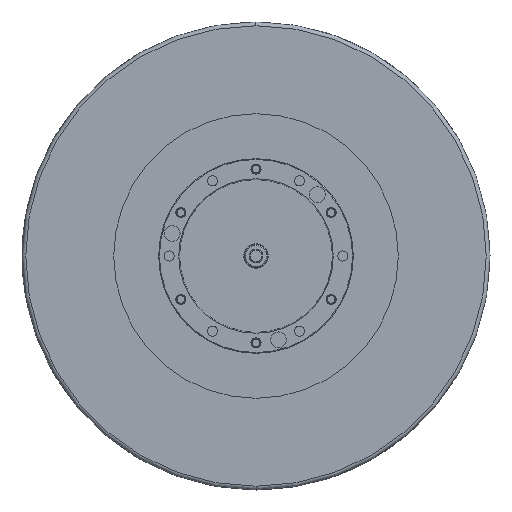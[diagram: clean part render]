
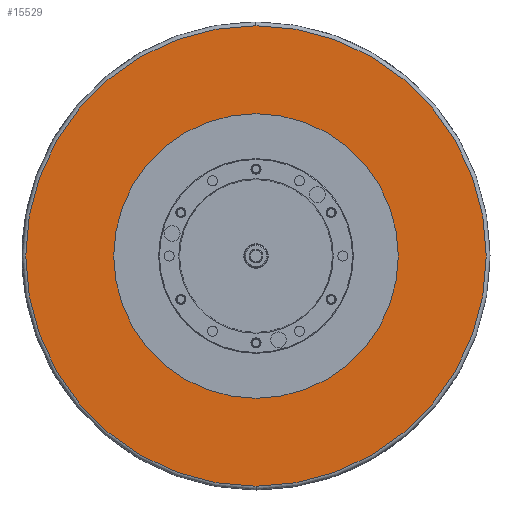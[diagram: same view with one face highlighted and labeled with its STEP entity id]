
A CAD part, left-side view. The second image highlights one B-rep face of the part: STEP entity #15529.
In plain terms, the highlighted planar face has unit normal (-1, 0, 0).
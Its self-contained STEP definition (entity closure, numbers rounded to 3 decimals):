
#1394 = CARTESIAN_POINT ( 'NONE',  ( -182., 0., 615. ) ) ;
#1804 = DIRECTION ( 'NONE',  ( 0., 0., -1. ) ) ;
#1849 = ORIENTED_EDGE ( 'NONE', *, *, #5319, .F. ) ;
#1866 = DIRECTION ( 'NONE',  ( 1., 0., 0. ) ) ;
#1873 = CARTESIAN_POINT ( 'NONE',  ( -182., 0., 0. ) ) ;
#5319 = EDGE_CURVE ( 'NONE', #17038, #16034, #9999, .T. ) ;
#5353 = CIRCLE ( 'NONE', #17345, 615. ) ;
#6474 = CARTESIAN_POINT ( 'NONE',  ( -182., 0., 0. ) ) ;
#6918 = ORIENTED_EDGE ( 'NONE', *, *, #23222, .T. ) ;
#8324 = CARTESIAN_POINT ( 'NONE',  ( -182., 0., 0. ) ) ;
#8900 = DIRECTION ( 'NONE',  ( 0., 0., -1. ) ) ;
#9999 = CIRCLE ( 'NONE', #14806, 615. ) ;
#10057 = AXIS2_PLACEMENT_3D ( 'NONE', #21179, #20522, #19963 ) ;
#10750 = DIRECTION ( 'NONE',  ( 0., 0., -1. ) ) ;
#13422 = EDGE_CURVE ( 'NONE', #21656, #19606, #13531, .T. ) ;
#13531 = CIRCLE ( 'NONE', #26702, 380. ) ;
#14806 = AXIS2_PLACEMENT_3D ( 'NONE', #1873, #1866, #1804 ) ;
#15293 = ORIENTED_EDGE ( 'NONE', *, *, #30199, .F. ) ;
#15529 = ADVANCED_FACE ( 'NONE', ( #15545, #26831 ), #21184, .T. ) ;
#15545 = FACE_BOUND ( 'NONE', #17278, .T. ) ;
#15834 = CARTESIAN_POINT ( 'NONE',  ( -182., 0., -615. ) ) ;
#16034 = VERTEX_POINT ( 'NONE', #1394 ) ;
#17038 = VERTEX_POINT ( 'NONE', #15834 ) ;
#17278 = EDGE_LOOP ( 'NONE', ( #25094, #6918 ) ) ;
#17345 = AXIS2_PLACEMENT_3D ( 'NONE', #6474, #23281, #8900 ) ;
#19178 = AXIS2_PLACEMENT_3D ( 'NONE', #8324, #25133, #10750 ) ;
#19606 = VERTEX_POINT ( 'NONE', #26164 ) ;
#19963 = DIRECTION ( 'NONE',  ( 0., 0., 1. ) ) ;
#20522 = DIRECTION ( 'NONE',  ( -1., 0., 0. ) ) ;
#21179 = CARTESIAN_POINT ( 'NONE',  ( -182., 0., 0. ) ) ;
#21184 = PLANE ( 'NONE',  #10057 ) ;
#21656 = VERTEX_POINT ( 'NONE', #30843 ) ;
#23222 = EDGE_CURVE ( 'NONE', #19606, #21656, #27682, .T. ) ;
#23281 = DIRECTION ( 'NONE',  ( 1., 0., 0. ) ) ;
#25094 = ORIENTED_EDGE ( 'NONE', *, *, #13422, .T. ) ;
#25133 = DIRECTION ( 'NONE',  ( 1., 0., 0. ) ) ;
#26164 = CARTESIAN_POINT ( 'NONE',  ( -182., 0., 380. ) ) ;
#26702 = AXIS2_PLACEMENT_3D ( 'NONE', #28201, #28170, #28133 ) ;
#26831 = FACE_OUTER_BOUND ( 'NONE', #30176, .T. ) ;
#27682 = CIRCLE ( 'NONE', #19178, 380. ) ;
#28133 = DIRECTION ( 'NONE',  ( 0., 0., -1. ) ) ;
#28170 = DIRECTION ( 'NONE',  ( 1., 0., 0. ) ) ;
#28201 = CARTESIAN_POINT ( 'NONE',  ( -182., 0., 0. ) ) ;
#30176 = EDGE_LOOP ( 'NONE', ( #1849, #15293 ) ) ;
#30199 = EDGE_CURVE ( 'NONE', #16034, #17038, #5353, .T. ) ;
#30843 = CARTESIAN_POINT ( 'NONE',  ( -182., 0., -380. ) ) ;
